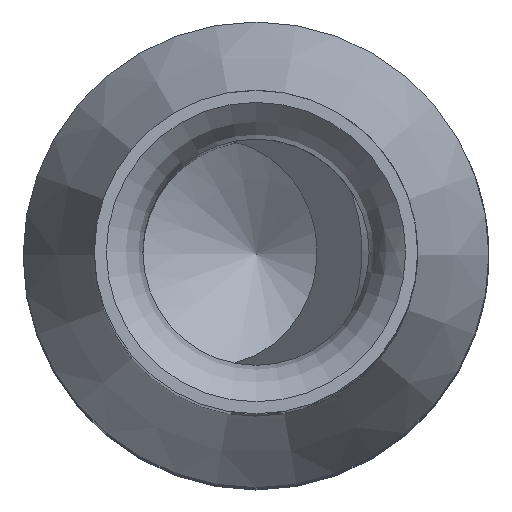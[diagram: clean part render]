
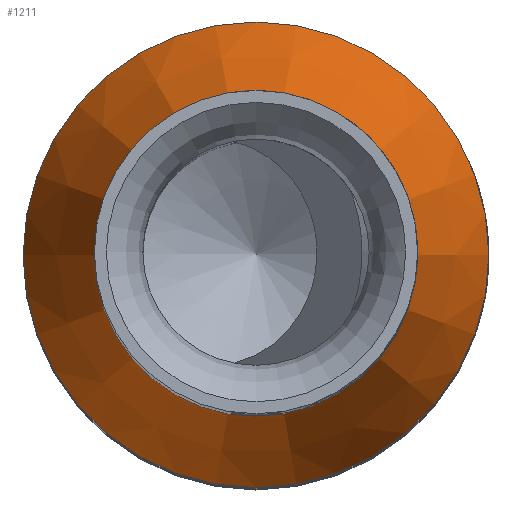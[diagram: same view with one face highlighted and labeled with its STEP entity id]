
A CAD part, top view. The second image highlights one B-rep face of the part: STEP entity #1211.
In plain terms, the highlighted conical face has half-angle 21.918 degrees and reference radius 1.75 mm.
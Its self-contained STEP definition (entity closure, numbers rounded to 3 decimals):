
#889=CONICAL_SURFACE('',#4200,1.75,21.918);
#1211=ADVANCED_FACE('',(#1333,#1334),#889,.T.);
#1333=FACE_BOUND('',#1503,.T.);
#1334=FACE_BOUND('',#1504,.T.);
#1503=EDGE_LOOP('',(#2083));
#1504=EDGE_LOOP('',(#2084));
#2083=ORIENTED_EDGE('',*,*,#2681,.T.);
#2084=ORIENTED_EDGE('',*,*,#2682,.F.);
#2372=VERTEX_POINT('',#6595);
#2373=VERTEX_POINT('',#6597);
#2681=EDGE_CURVE('',#2372,#2372,#2896,.T.);
#2682=EDGE_CURVE('',#2373,#2373,#2897,.T.);
#2896=CIRCLE('',#4198,1.);
#2897=CIRCLE('',#4199,1.75);
#4198=AXIS2_PLACEMENT_3D('',#6594,#4926,#4927);
#4199=AXIS2_PLACEMENT_3D('',#6596,#4928,#4929);
#4200=AXIS2_PLACEMENT_3D('',#6598,#4930,#4931);
#4926=DIRECTION('',(0.,0.,-1.));
#4927=DIRECTION('',(-1.,0.,0.));
#4928=DIRECTION('',(0.,0.,-1.));
#4929=DIRECTION('',(-1.,0.,0.));
#4930=DIRECTION('',(0.,0.,-1.));
#4931=DIRECTION('',(-1.,0.,0.));
#6594=CARTESIAN_POINT('',(0.,0.,11.55));
#6595=CARTESIAN_POINT('',(-1.,0.,11.55));
#6596=CARTESIAN_POINT('',(0.,0.,9.686));
#6597=CARTESIAN_POINT('',(-1.75,0.,9.686));
#6598=CARTESIAN_POINT('',(0.,0.,9.686));
